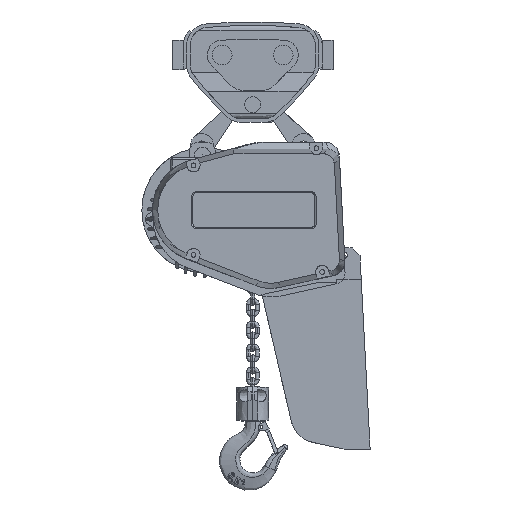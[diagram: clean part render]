
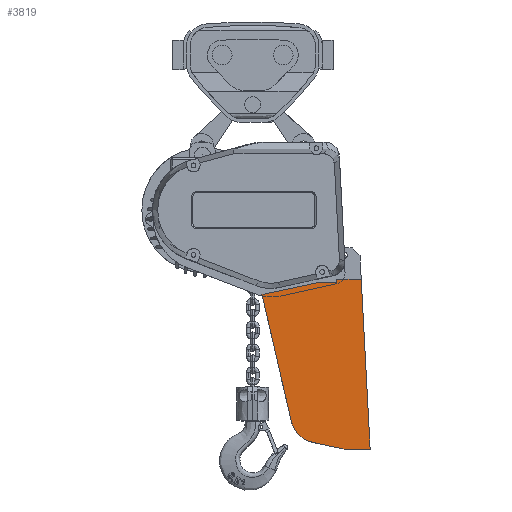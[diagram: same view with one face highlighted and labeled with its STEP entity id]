
A CAD part, front view. The second image highlights one B-rep face of the part: STEP entity #3819.
In plain terms, the highlighted free-form (B-spline) face has degree [3, 3] with [4, 4] control points.
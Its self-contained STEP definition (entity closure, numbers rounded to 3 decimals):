
#3819=ADVANCED_FACE('',(#7542),#7543,.F.);
#7542=FACE_OUTER_BOUND('',#32560,.T.);
#7543=B_SPLINE_SURFACE_WITH_KNOTS('',3,3,((#32561,#32562,#32563,#32564),(#32565,#32566,#32567,#32568),(#32569,#32570,#32571,#32572),(#32573,#32574,#32575,#32576)),.UNSPECIFIED.,.F.,.F.,.F.,(4,4),(4,4),(0.,1.),(0.,1.),.UNSPECIFIED.);
#32560=EDGE_LOOP('',(#44653,#44654,#44655,#44656,#44657,#44658,#44659,#44660,#44661));
#32561=CARTESIAN_POINT('',(-70.707,-77.9,65.));
#32562=CARTESIAN_POINT('',(-70.707,-155.733,65.));
#32563=CARTESIAN_POINT('',(-70.707,-233.567,65.));
#32564=CARTESIAN_POINT('',(-70.707,-311.4,65.));
#32565=CARTESIAN_POINT('',(-20.544,-77.9,65.));
#32566=CARTESIAN_POINT('',(-20.544,-155.733,65.));
#32567=CARTESIAN_POINT('',(-20.544,-233.567,65.));
#32568=CARTESIAN_POINT('',(-20.544,-311.4,65.));
#32569=CARTESIAN_POINT('',(29.62,-77.9,65.));
#32570=CARTESIAN_POINT('',(29.62,-155.733,65.));
#32571=CARTESIAN_POINT('',(29.62,-233.567,65.));
#32572=CARTESIAN_POINT('',(29.62,-311.4,65.));
#32573=CARTESIAN_POINT('',(79.783,-77.9,65.));
#32574=CARTESIAN_POINT('',(79.783,-155.733,65.));
#32575=CARTESIAN_POINT('',(79.783,-233.567,65.));
#32576=CARTESIAN_POINT('',(79.783,-311.4,65.));
#44653=ORIENTED_EDGE('',*,*,#48637,.T.);
#44654=ORIENTED_EDGE('',*,*,#47149,.T.);
#44655=ORIENTED_EDGE('',*,*,#47348,.T.);
#44656=ORIENTED_EDGE('',*,*,#47589,.T.);
#44657=ORIENTED_EDGE('',*,*,#48899,.T.);
#44658=ORIENTED_EDGE('',*,*,#49886,.T.);
#44659=ORIENTED_EDGE('',*,*,#50445,.F.);
#44660=ORIENTED_EDGE('',*,*,#50446,.F.);
#44661=ORIENTED_EDGE('',*,*,#47222,.F.);
#47149=EDGE_CURVE('',#52091,#52092,#52093,.T.);
#47222=EDGE_CURVE('',#52213,#52215,#52216,.T.);
#47348=EDGE_CURVE('',#52092,#52431,#52433,.T.);
#47589=EDGE_CURVE('',#52431,#52833,#52835,.T.);
#48637=EDGE_CURVE('',#52213,#52091,#54518,.T.);
#48899=EDGE_CURVE('',#52833,#54905,#54907,.T.);
#49886=EDGE_CURVE('',#54905,#56292,#56295,.T.);
#50445=EDGE_CURVE('',#56957,#56292,#56958,.T.);
#50446=EDGE_CURVE('',#52215,#56957,#56959,.T.);
#52091=VERTEX_POINT('',#59597);
#52092=VERTEX_POINT('',#59598);
#52093=CIRCLE('',#59599,40.);
#52213=VERTEX_POINT('',#59814);
#52215=VERTEX_POINT('',#59817);
#52216=LINE('',#59818,#59819);
#52431=VERTEX_POINT('',#60253);
#52433=LINE('',#60256,#60257);
#52833=VERTEX_POINT('',#60905);
#52835=LINE('',#60908,#60909);
#54518=LINE('',#63558,#63559);
#54905=VERTEX_POINT('',#64133);
#54907=LINE('',#64136,#64137);
#56292=VERTEX_POINT('',#67163);
#56295=LINE('',#67167,#67168);
#56957=VERTEX_POINT('',#68502);
#56958=LINE('',#68503,#68504);
#56959=LINE('',#68505,#68506);
#59597=CARTESIAN_POINT('',(-29.777,-272.327,65.));
#59598=CARTESIAN_POINT('',(0.882,-302.455,65.));
#59599=AXIS2_PLACEMENT_3D('',#69986,#69987,#69988);
#59814=CARTESIAN_POINT('',(-69.815,-98.903,65.));
#59817=CARTESIAN_POINT('',(5.473,-82.9,65.));
#59818=CARTESIAN_POINT('',(-69.815,-98.903,65.));
#59819=VECTOR('',#70082,1.);
#60253=CARTESIAN_POINT('',(42.966,-311.4,65.));
#60256=CARTESIAN_POINT('',(0.882,-302.455,65.));
#60257=VECTOR('',#70226,1.);
#60905=CARTESIAN_POINT('',(78.891,-311.4,65.));
#60908=CARTESIAN_POINT('',(42.966,-311.4,65.));
#60909=VECTOR('',#70528,1.);
#63558=CARTESIAN_POINT('',(-69.815,-98.903,65.));
#63559=VECTOR('',#71970,1.);
#64133=CARTESIAN_POINT('',(66.654,-77.9,65.));
#64136=CARTESIAN_POINT('',(78.891,-311.4,65.));
#64137=VECTOR('',#72290,1.);
#67163=CARTESIAN_POINT('',(33.,-77.9,65.));
#67167=CARTESIAN_POINT('',(66.654,-77.9,65.));
#67168=VECTOR('',#73276,1.);
#68502=CARTESIAN_POINT('',(33.,-82.9,65.));
#68503=CARTESIAN_POINT('',(33.,-82.9,65.));
#68504=VECTOR('',#73769,1.);
#68505=CARTESIAN_POINT('',(5.473,-82.9,65.));
#68506=VECTOR('',#73770,1.);
#69986=CARTESIAN_POINT('',(9.198,-263.329,65.));
#69987=DIRECTION('',(0.,0.,1.));
#69988=DIRECTION('',(1.,0.,0.));
#70082=DIRECTION('',(0.978,0.208,0.));
#70226=DIRECTION('',(0.978,-0.208,0.));
#70528=DIRECTION('',(1.,0.,0.));
#71970=DIRECTION('',(0.225,-0.974,0.));
#72290=DIRECTION('',(-0.052,0.999,0.));
#73276=DIRECTION('',(-1.,0.,0.));
#73769=DIRECTION('',(0.,1.,0.));
#73770=DIRECTION('',(1.,0.,0.));
